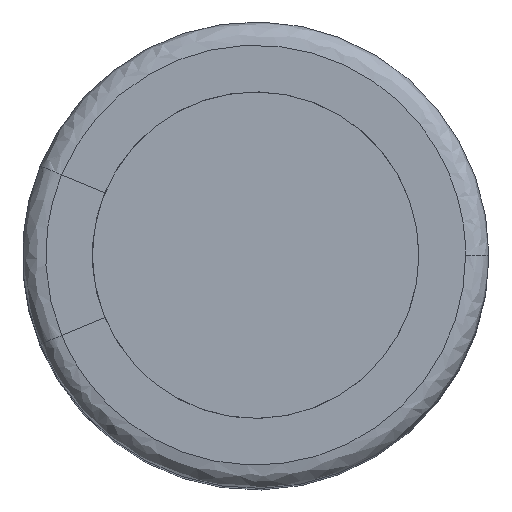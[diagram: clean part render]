
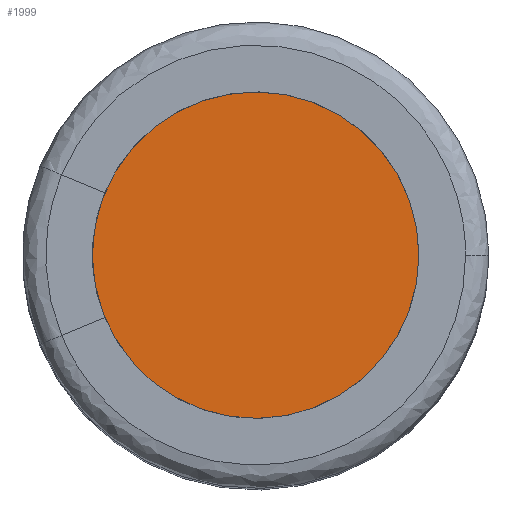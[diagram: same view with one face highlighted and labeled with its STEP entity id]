
A CAD part, top view. The second image highlights one B-rep face of the part: STEP entity #1999.
In plain terms, the highlighted planar face has unit normal (0, 0, 1).
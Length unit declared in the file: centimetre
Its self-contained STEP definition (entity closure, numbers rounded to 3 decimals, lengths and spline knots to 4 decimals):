
#79 = CARTESIAN_POINT ( 'NONE',  ( 0., 0., 2.18 ) ) ;
#81 = CARTESIAN_POINT ( 'NONE',  ( -0.3675, 0., 2.18 ) ) ;
#483 = CIRCLE ( 'NONE', #2059, 0.3675 ) ;
#568 = EDGE_LOOP ( 'NONE', ( #2318, #2293 ) ) ;
#573 = DIRECTION ( 'NONE',  ( 1., 0., 0. ) ) ;
#690 = FACE_OUTER_BOUND ( 'NONE', #568, .T. ) ;
#720 = PLANE ( 'NONE',  #1546 ) ;
#890 = VERTEX_POINT ( 'NONE', #2015 ) ;
#904 = VERTEX_POINT ( 'NONE', #81 ) ;
#948 = DIRECTION ( 'NONE',  ( 0., 0., 1. ) ) ;
#988 = CARTESIAN_POINT ( 'NONE',  ( 0., 0., 2.18 ) ) ;
#1259 = CARTESIAN_POINT ( 'NONE',  ( 0., 0., 2.18 ) ) ;
#1397 = EDGE_CURVE ( 'NONE', #890, #904, #2309, .T. ) ;
#1546 = AXIS2_PLACEMENT_3D ( 'NONE', #79, #948, #1806 ) ;
#1806 = DIRECTION ( 'NONE',  ( 1., 0., 0. ) ) ;
#1910 = DIRECTION ( 'NONE',  ( 0., 0., -1. ) ) ;
#1999 = ADVANCED_FACE ( 'NONE', ( #690 ), #720, .T. ) ;
#2015 = CARTESIAN_POINT ( 'NONE',  ( 0.3675, 0., 2.18 ) ) ;
#2059 = AXIS2_PLACEMENT_3D ( 'NONE', #988, #2720, #573 ) ;
#2293 = ORIENTED_EDGE ( 'NONE', *, *, #2351, .F. ) ;
#2309 = CIRCLE ( 'NONE', #2785, 0.3675 ) ;
#2318 = ORIENTED_EDGE ( 'NONE', *, *, #1397, .F. ) ;
#2351 = EDGE_CURVE ( 'NONE', #904, #890, #483, .T. ) ;
#2720 = DIRECTION ( 'NONE',  ( 0., 0., -1. ) ) ;
#2785 = AXIS2_PLACEMENT_3D ( 'NONE', #1259, #1910, #2796 ) ;
#2796 = DIRECTION ( 'NONE',  ( 1., 0., 0. ) ) ;
